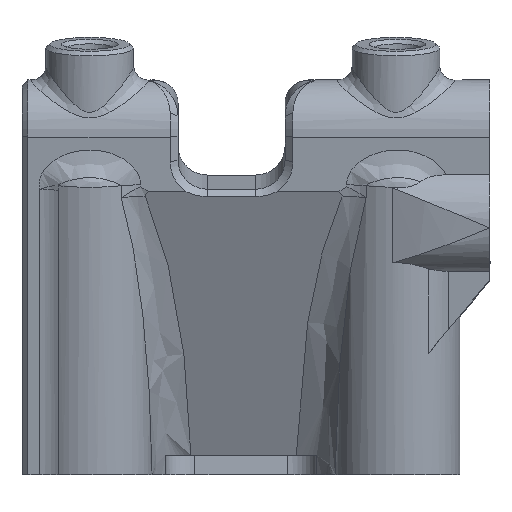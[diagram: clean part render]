
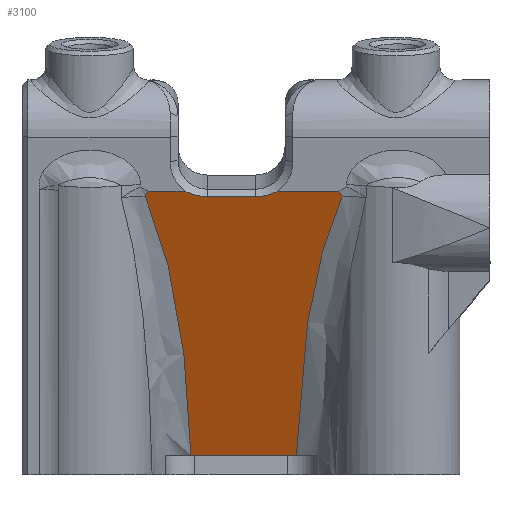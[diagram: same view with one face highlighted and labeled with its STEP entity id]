
A CAD part, left-side view. The second image highlights one B-rep face of the part: STEP entity #3100.
In plain terms, the highlighted planar face has unit normal (-0.902, 0, -0.432).
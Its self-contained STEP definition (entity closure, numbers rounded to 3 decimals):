
#85=ELLIPSE('',#3360,19.313,5.2);
#87=ELLIPSE('',#3375,19.313,5.2);
#88=ELLIPSE('',#3376,2.629,2.431);
#89=ELLIPSE('',#3377,2.629,2.431);
#142=PLANE('',#3374);
#282=LINE('',#6935,#503);
#299=LINE('',#7102,#520);
#304=LINE('',#7137,#525);
#305=LINE('',#7141,#526);
#503=VECTOR('',#3874,1000.);
#520=VECTOR('',#3925,10.);
#525=VECTOR('',#3948,1000.);
#526=VECTOR('',#3951,1000.);
#849=FACE_OUTER_BOUND('',#1044,.T.);
#1044=EDGE_LOOP('',(#2467,#2468,#2469,#2470,#2471,#2472,#2473,#2474,#2475,
#2476));
#1228=B_SPLINE_CURVE_WITH_KNOTS('',3,(#7124,#7125,#7126,#7127,#7128,#7129,
#7130,#7131,#7132,#7133),.UNSPECIFIED.,.F.,.F.,(4,3,3,4),(0.,
0.,0.,0.),
 .UNSPECIFIED.);
#1229=B_SPLINE_CURVE_WITH_KNOTS('',3,(#7142,#7143,#7144,#7145,#7146,#7147,
#7148,#7149,#7150,#7151),.UNSPECIFIED.,.F.,.F.,(4,3,3,4),(0.,
0.,0.,0.),
 .UNSPECIFIED.);
#1465=VERTEX_POINT('',#6932);
#1466=VERTEX_POINT('',#6934);
#1479=VERTEX_POINT('',#7056);
#1480=VERTEX_POINT('',#7061);
#1484=VERTEX_POINT('',#7101);
#1485=VERTEX_POINT('',#7122);
#1486=VERTEX_POINT('',#7134);
#1487=VERTEX_POINT('',#7136);
#1488=VERTEX_POINT('',#7138);
#1489=VERTEX_POINT('',#7140);
#1810=EDGE_CURVE('',#1465,#1466,#282,.T.);
#1832=EDGE_CURVE('',#1480,#1479,#85,.T.);
#1842=EDGE_CURVE('',#1479,#1484,#299,.T.);
#1848=EDGE_CURVE('',#1484,#1485,#87,.T.);
#1849=EDGE_CURVE('',#1485,#1466,#1228,.F.);
#1850=EDGE_CURVE('',#1465,#1486,#88,.T.);
#1851=EDGE_CURVE('',#1486,#1487,#304,.T.);
#1852=EDGE_CURVE('',#1487,#1488,#89,.T.);
#1853=EDGE_CURVE('',#1489,#1488,#305,.T.);
#1854=EDGE_CURVE('',#1489,#1480,#1229,.T.);
#2467=ORIENTED_EDGE('',*,*,#1842,.T.);
#2468=ORIENTED_EDGE('',*,*,#1848,.T.);
#2469=ORIENTED_EDGE('',*,*,#1849,.T.);
#2470=ORIENTED_EDGE('',*,*,#1810,.F.);
#2471=ORIENTED_EDGE('',*,*,#1850,.T.);
#2472=ORIENTED_EDGE('',*,*,#1851,.T.);
#2473=ORIENTED_EDGE('',*,*,#1852,.T.);
#2474=ORIENTED_EDGE('',*,*,#1853,.F.);
#2475=ORIENTED_EDGE('',*,*,#1854,.T.);
#2476=ORIENTED_EDGE('',*,*,#1832,.T.);
#3100=ADVANCED_FACE('',(#849),#142,.F.);
#3360=AXIS2_PLACEMENT_3D('',#7062,#3903,#3904);
#3374=AXIS2_PLACEMENT_3D('',#7121,#3942,#3943);
#3375=AXIS2_PLACEMENT_3D('',#7123,#3944,#3945);
#3376=AXIS2_PLACEMENT_3D('',#7135,#3946,#3947);
#3377=AXIS2_PLACEMENT_3D('',#7139,#3949,#3950);
#3874=DIRECTION('',(0.,-1.,0.));
#3903=DIRECTION('center_axis',(0.902,0.,0.432));
#3904=DIRECTION('ref_axis',(-0.432,0.,0.902));
#3925=DIRECTION('',(0.,-1.,0.));
#3942=DIRECTION('center_axis',(0.902,0.,0.432));
#3943=DIRECTION('ref_axis',(0.432,0.,-0.902));
#3944=DIRECTION('center_axis',(0.902,0.,0.432));
#3945=DIRECTION('ref_axis',(-0.432,0.,0.902));
#3946=DIRECTION('center_axis',(0.902,0.,0.432));
#3947=DIRECTION('ref_axis',(-0.432,0.,0.902));
#3948=DIRECTION('',(0.,1.,0.));
#3949=DIRECTION('center_axis',(0.902,0.,0.432));
#3950=DIRECTION('ref_axis',(-0.432,0.,0.902));
#3951=DIRECTION('',(0.,-1.,0.));
#6932=CARTESIAN_POINT('',(25.712,36.17,25.884));
#6934=CARTESIAN_POINT('',(25.712,33.008,25.884));
#6935=CARTESIAN_POINT('',(25.712,25.257,25.884));
#7056=CARTESIAN_POINT('',(32.193,40.595,12.369));
#7061=CARTESIAN_POINT('',(25.82,42.944,25.659));
#7062=CARTESIAN_POINT('Origin',(32.82,45.78,11.061));
#7101=CARTESIAN_POINT('',(32.193,35.192,12.369));
#7102=CARTESIAN_POINT('',(32.193,31.633,12.369));
#7121=CARTESIAN_POINT('Origin',(21.382,25.257,34.914));
#7122=CARTESIAN_POINT('',(25.82,32.842,25.659));
#7123=CARTESIAN_POINT('Origin',(32.82,30.007,11.061));
#7124=CARTESIAN_POINT('Ctrl Pts',(25.712,33.008,25.884));
#7125=CARTESIAN_POINT('Ctrl Pts',(25.725,32.988,25.857));
#7126=CARTESIAN_POINT('Ctrl Pts',(25.738,32.968,25.83));
#7127=CARTESIAN_POINT('Ctrl Pts',(25.751,32.949,25.803));
#7128=CARTESIAN_POINT('Ctrl Pts',(25.764,32.929,25.777));
#7129=CARTESIAN_POINT('Ctrl Pts',(25.776,32.91,25.75));
#7130=CARTESIAN_POINT('Ctrl Pts',(25.789,32.89,25.723));
#7131=CARTESIAN_POINT('Ctrl Pts',(25.799,32.874,25.702));
#7132=CARTESIAN_POINT('Ctrl Pts',(25.81,32.858,25.68));
#7133=CARTESIAN_POINT('Ctrl Pts',(25.82,32.842,25.659));
#7134=CARTESIAN_POINT('',(25.834,37.265,25.63));
#7135=CARTESIAN_POINT('Origin',(24.697,37.265,28.001));
#7136=CARTESIAN_POINT('',(25.834,39.757,25.63));
#7137=CARTESIAN_POINT('',(25.834,40.232,25.63));
#7138=CARTESIAN_POINT('',(25.712,40.851,25.884));
#7139=CARTESIAN_POINT('Origin',(24.697,39.757,28.001));
#7140=CARTESIAN_POINT('',(25.712,42.779,25.884));
#7141=CARTESIAN_POINT('',(25.712,25.257,25.884));
#7142=CARTESIAN_POINT('Ctrl Pts',(25.712,42.779,25.884));
#7143=CARTESIAN_POINT('Ctrl Pts',(25.725,42.798,25.857));
#7144=CARTESIAN_POINT('Ctrl Pts',(25.738,42.818,25.83));
#7145=CARTESIAN_POINT('Ctrl Pts',(25.751,42.838,25.803));
#7146=CARTESIAN_POINT('Ctrl Pts',(25.764,42.857,25.776));
#7147=CARTESIAN_POINT('Ctrl Pts',(25.776,42.877,25.75));
#7148=CARTESIAN_POINT('Ctrl Pts',(25.789,42.897,25.723));
#7149=CARTESIAN_POINT('Ctrl Pts',(25.799,42.913,25.702));
#7150=CARTESIAN_POINT('Ctrl Pts',(25.81,42.928,25.68));
#7151=CARTESIAN_POINT('Ctrl Pts',(25.82,42.944,25.659));
